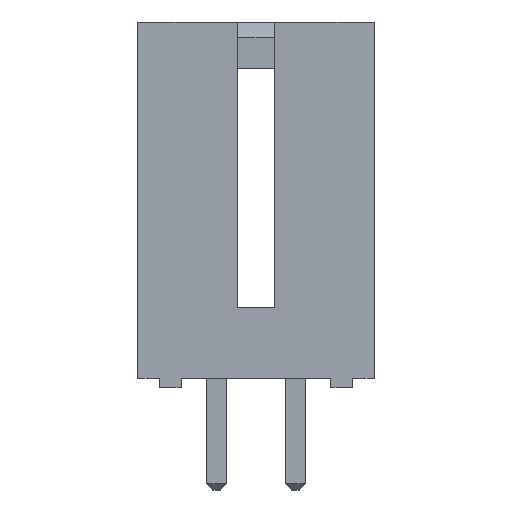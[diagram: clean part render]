
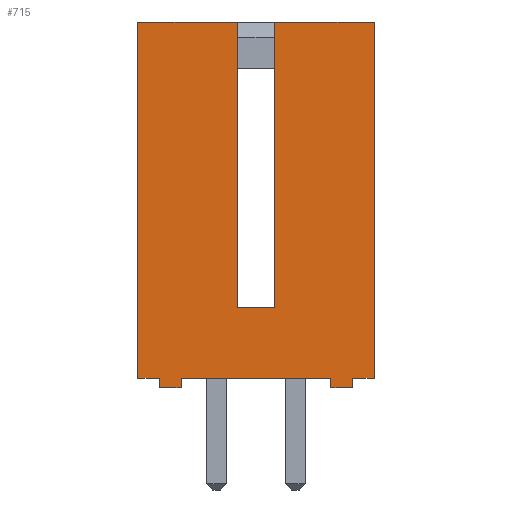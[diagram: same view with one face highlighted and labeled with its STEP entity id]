
A CAD part, front view. The second image highlights one B-rep face of the part: STEP entity #715.
In plain terms, the highlighted planar face has unit normal (0, -1, 0).
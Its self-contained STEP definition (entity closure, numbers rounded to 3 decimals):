
#3 = CARTESIAN_POINT ( 'NONE',  ( 2.415, -2.55, 0. ) ) ;
#40 = ORIENTED_EDGE ( 'NONE', *, *, #1651, .F. ) ;
#46 = LINE ( 'NONE', #1470, #1498 ) ;
#108 = ORIENTED_EDGE ( 'NONE', *, *, #2829, .T. ) ;
#145 = CARTESIAN_POINT ( 'NONE',  ( -2.415, -2.55, 0.3 ) ) ;
#161 = DIRECTION ( 'NONE',  ( 1., 0., 0. ) ) ;
#178 = CARTESIAN_POINT ( 'NONE',  ( 3.815, -2.55, 0.3 ) ) ;
#190 = EDGE_CURVE ( 'NONE', #2523, #2048, #1644, .T. ) ;
#204 = EDGE_CURVE ( 'NONE', #1748, #1778, #2690, .T. ) ;
#216 = ORIENTED_EDGE ( 'NONE', *, *, #2273, .F. ) ;
#225 = DIRECTION ( 'NONE',  ( 0., 1., 0. ) ) ;
#252 = DIRECTION ( 'NONE',  ( -1., 0., 0. ) ) ;
#273 = VECTOR ( 'NONE', #2423, 1000. ) ;
#281 = LINE ( 'NONE', #1641, #901 ) ;
#312 = VECTOR ( 'NONE', #1256, 1000. ) ;
#317 = VECTOR ( 'NONE', #161, 1000. ) ;
#374 = EDGE_CURVE ( 'NONE', #2381, #2322, #1556, .T. ) ;
#409 = PLANE ( 'NONE',  #2435 ) ;
#411 = VERTEX_POINT ( 'NONE', #2714 ) ;
#415 = VERTEX_POINT ( 'NONE', #1175 ) ;
#417 = DIRECTION ( 'NONE',  ( 0., 0., -1. ) ) ;
#455 = CARTESIAN_POINT ( 'NONE',  ( -3.115, -2.55, 0. ) ) ;
#490 = CARTESIAN_POINT ( 'NONE',  ( 2.415, -2.55, 0.3 ) ) ;
#513 = VERTEX_POINT ( 'NONE', #822 ) ;
#516 = EDGE_CURVE ( 'NONE', #544, #800, #281, .T. ) ;
#529 = CARTESIAN_POINT ( 'NONE',  ( 0.6, -2.55, 2.6 ) ) ;
#544 = VERTEX_POINT ( 'NONE', #1884 ) ;
#550 = EDGE_CURVE ( 'NONE', #1387, #513, #1937, .T. ) ;
#567 = EDGE_CURVE ( 'NONE', #1129, #1749, #1826, .T. ) ;
#570 = VERTEX_POINT ( 'NONE', #1920 ) ;
#580 = ORIENTED_EDGE ( 'NONE', *, *, #374, .F. ) ;
#587 = LINE ( 'NONE', #455, #1861 ) ;
#607 = VECTOR ( 'NONE', #252, 1000. ) ;
#615 = CARTESIAN_POINT ( 'NONE',  ( 3.115, -2.55, 0.3 ) ) ;
#663 = LINE ( 'NONE', #2191, #273 ) ;
#700 = DIRECTION ( 'NONE',  ( -1., 0., 0. ) ) ;
#715 = ADVANCED_FACE ( 'NONE', ( #1832 ), #409, .F. ) ;
#746 = CARTESIAN_POINT ( 'NONE',  ( -2.415, -2.55, 0. ) ) ;
#779 = EDGE_CURVE ( 'NONE', #800, #570, #2140, .T. ) ;
#795 = DIRECTION ( 'NONE',  ( 0., 0., 1. ) ) ;
#800 = VERTEX_POINT ( 'NONE', #1518 ) ;
#810 = DIRECTION ( 'NONE',  ( 0., 0., 1. ) ) ;
#822 = CARTESIAN_POINT ( 'NONE',  ( 3.815, -2.55, 11.8 ) ) ;
#848 = ORIENTED_EDGE ( 'NONE', *, *, #190, .F. ) ;
#851 = CARTESIAN_POINT ( 'NONE',  ( 0., -2.55, 0. ) ) ;
#894 = ORIENTED_EDGE ( 'NONE', *, *, #550, .F. ) ;
#896 = DIRECTION ( 'NONE',  ( -1., 0., 0. ) ) ;
#901 = VECTOR ( 'NONE', #810, 1000. ) ;
#909 = DIRECTION ( 'NONE',  ( 0., 0., 1. ) ) ;
#919 = DIRECTION ( 'NONE',  ( -1., 0., 0. ) ) ;
#948 = DIRECTION ( 'NONE',  ( -1., 0., 0. ) ) ;
#967 = VECTOR ( 'NONE', #919, 1000. ) ;
#981 = CARTESIAN_POINT ( 'NONE',  ( -2.415, -2.55, 0. ) ) ;
#1016 = CARTESIAN_POINT ( 'NONE',  ( 2.415, -2.55, 0.3 ) ) ;
#1052 = DIRECTION ( 'NONE',  ( 0., 0., -1. ) ) ;
#1060 = ORIENTED_EDGE ( 'NONE', *, *, #567, .F. ) ;
#1068 = ORIENTED_EDGE ( 'NONE', *, *, #1806, .F. ) ;
#1112 = LINE ( 'NONE', #2587, #2373 ) ;
#1129 = VERTEX_POINT ( 'NONE', #1483 ) ;
#1175 = CARTESIAN_POINT ( 'NONE',  ( 0.6, -2.55, 2.6 ) ) ;
#1230 = EDGE_LOOP ( 'NONE', ( #894, #1841, #108, #1564, #1060, #216, #2585, #1390, #2665, #580, #1068, #1953, #848, #2764, #2534, #40 ) ) ;
#1256 = DIRECTION ( 'NONE',  ( 0., 0., 1. ) ) ;
#1290 = VECTOR ( 'NONE', #1522, 1000. ) ;
#1315 = VERTEX_POINT ( 'NONE', #490 ) ;
#1387 = VERTEX_POINT ( 'NONE', #1755 ) ;
#1390 = ORIENTED_EDGE ( 'NONE', *, *, #516, .F. ) ;
#1470 = CARTESIAN_POINT ( 'NONE',  ( 3.815, -2.55, 0.3 ) ) ;
#1483 = CARTESIAN_POINT ( 'NONE',  ( -3.815, -2.55, 11.8 ) ) ;
#1498 = VECTOR ( 'NONE', #1052, 1000. ) ;
#1518 = CARTESIAN_POINT ( 'NONE',  ( -3.115, -2.55, 0.3 ) ) ;
#1522 = DIRECTION ( 'NONE',  ( -1., 0., 0. ) ) ;
#1556 = LINE ( 'NONE', #746, #2659 ) ;
#1562 = VECTOR ( 'NONE', #417, 1000. ) ;
#1564 = ORIENTED_EDGE ( 'NONE', *, *, #1667, .T. ) ;
#1640 = CARTESIAN_POINT ( 'NONE',  ( 3.115, -2.55, 0. ) ) ;
#1641 = CARTESIAN_POINT ( 'NONE',  ( -3.115, -2.55, 0.3 ) ) ;
#1644 = LINE ( 'NONE', #2477, #607 ) ;
#1651 = EDGE_CURVE ( 'NONE', #513, #1748, #46, .T. ) ;
#1664 = CARTESIAN_POINT ( 'NONE',  ( 3.815, -2.55, 11.8 ) ) ;
#1667 = EDGE_CURVE ( 'NONE', #411, #1749, #2080, .T. ) ;
#1696 = CARTESIAN_POINT ( 'NONE',  ( -0.6, -2.55, 11.8 ) ) ;
#1748 = VERTEX_POINT ( 'NONE', #178 ) ;
#1749 = VERTEX_POINT ( 'NONE', #1696 ) ;
#1755 = CARTESIAN_POINT ( 'NONE',  ( 0.6, -2.55, 11.8 ) ) ;
#1778 = VERTEX_POINT ( 'NONE', #615 ) ;
#1793 = EDGE_CURVE ( 'NONE', #1778, #2523, #2398, .T. ) ;
#1804 = EDGE_CURVE ( 'NONE', #2322, #544, #587, .T. ) ;
#1806 = EDGE_CURVE ( 'NONE', #1315, #2381, #2217, .T. ) ;
#1819 = EDGE_CURVE ( 'NONE', #415, #1387, #663, .T. ) ;
#1826 = LINE ( 'NONE', #1664, #317 ) ;
#1831 = VECTOR ( 'NONE', #948, 1000. ) ;
#1832 = FACE_OUTER_BOUND ( 'NONE', #1230, .T. ) ;
#1841 = ORIENTED_EDGE ( 'NONE', *, *, #1819, .F. ) ;
#1861 = VECTOR ( 'NONE', #896, 1000. ) ;
#1880 = VECTOR ( 'NONE', #795, 1000. ) ;
#1884 = CARTESIAN_POINT ( 'NONE',  ( -3.115, -2.55, 0. ) ) ;
#1920 = CARTESIAN_POINT ( 'NONE',  ( -3.815, -2.55, 0.3 ) ) ;
#1937 = LINE ( 'NONE', #2768, #2602 ) ;
#1953 = ORIENTED_EDGE ( 'NONE', *, *, #2321, .F. ) ;
#1982 = CARTESIAN_POINT ( 'NONE',  ( 3.115, -2.55, 0.3 ) ) ;
#2048 = VERTEX_POINT ( 'NONE', #3 ) ;
#2080 = LINE ( 'NONE', #2576, #312 ) ;
#2140 = LINE ( 'NONE', #2622, #967 ) ;
#2178 = CARTESIAN_POINT ( 'NONE',  ( -2.415, -2.55, 0.3 ) ) ;
#2191 = CARTESIAN_POINT ( 'NONE',  ( 0.6, -2.55, -7.297 ) ) ;
#2217 = LINE ( 'NONE', #2178, #1290 ) ;
#2263 = DIRECTION ( 'NONE',  ( 0., 0., -1. ) ) ;
#2273 = EDGE_CURVE ( 'NONE', #570, #1129, #1112, .T. ) ;
#2321 = EDGE_CURVE ( 'NONE', #2048, #1315, #2411, .T. ) ;
#2322 = VERTEX_POINT ( 'NONE', #981 ) ;
#2373 = VECTOR ( 'NONE', #2703, 1000. ) ;
#2381 = VERTEX_POINT ( 'NONE', #145 ) ;
#2398 = LINE ( 'NONE', #2787, #1562 ) ;
#2399 = DIRECTION ( 'NONE',  ( 1., 0., 0. ) ) ;
#2411 = LINE ( 'NONE', #1016, #1880 ) ;
#2423 = DIRECTION ( 'NONE',  ( 0., 0., 1. ) ) ;
#2435 = AXIS2_PLACEMENT_3D ( 'NONE', #851, #225, #909 ) ;
#2477 = CARTESIAN_POINT ( 'NONE',  ( 2.415, -2.55, 0. ) ) ;
#2523 = VERTEX_POINT ( 'NONE', #1640 ) ;
#2534 = ORIENTED_EDGE ( 'NONE', *, *, #204, .F. ) ;
#2576 = CARTESIAN_POINT ( 'NONE',  ( -0.6, -2.55, -7.297 ) ) ;
#2585 = ORIENTED_EDGE ( 'NONE', *, *, #779, .F. ) ;
#2587 = CARTESIAN_POINT ( 'NONE',  ( -3.815, -2.55, 11.8 ) ) ;
#2602 = VECTOR ( 'NONE', #2399, 1000. ) ;
#2615 = VECTOR ( 'NONE', #700, 1000. ) ;
#2622 = CARTESIAN_POINT ( 'NONE',  ( -3.815, -2.55, 0.3 ) ) ;
#2659 = VECTOR ( 'NONE', #2263, 1000. ) ;
#2665 = ORIENTED_EDGE ( 'NONE', *, *, #1804, .F. ) ;
#2690 = LINE ( 'NONE', #1982, #2615 ) ;
#2703 = DIRECTION ( 'NONE',  ( 0., 0., 1. ) ) ;
#2714 = CARTESIAN_POINT ( 'NONE',  ( -0.6, -2.55, 2.6 ) ) ;
#2764 = ORIENTED_EDGE ( 'NONE', *, *, #1793, .F. ) ;
#2768 = CARTESIAN_POINT ( 'NONE',  ( 3.815, -2.55, 11.8 ) ) ;
#2787 = CARTESIAN_POINT ( 'NONE',  ( 3.115, -2.55, 0. ) ) ;
#2794 = LINE ( 'NONE', #529, #1831 ) ;
#2829 = EDGE_CURVE ( 'NONE', #415, #411, #2794, .T. ) ;
